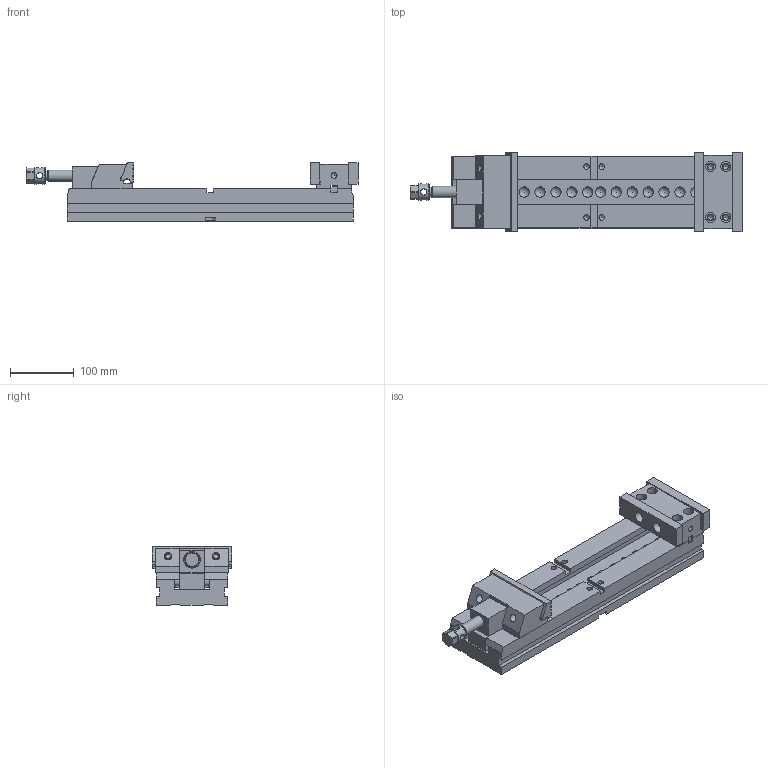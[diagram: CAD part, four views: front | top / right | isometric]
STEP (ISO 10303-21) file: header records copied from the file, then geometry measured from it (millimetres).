
FILE_DESCRIPTION(/* description */ (''),/* implementation_level */ '2;1');
FILE_NAME(/* name */ 'DF_125_450_Mordaza_Una.stp',/* time_stamp */ '2013-07-18T11:11:57+02:00',/* author */ (''),/* organization */ (''),/* preprocessor_version */ 'ST-DEVELOPER v11',/* originating_system */ 'SIEMENS PLM Software NX 7.5',/* authorisation */ '');
FILE_SCHEMA (('AUTOMOTIVE_DESIGN { 1 0 10303 214 1 1 1 1 }'));
Length unit declared in the file: millimetre
Products named in the file (1): DF_125_450_Mordaza_Una
Bounding box: 522.1 x 125 x 92 mm (x, y, z)
Volume: 2589518.7 mm3; surface area: 372588.4 mm2
Topology: 12 solids, 12 shells, 394 faces, 1060 edges, 699 vertices
Faces by surface type: plane 234, cylinder 103, cone 30, sphere 19, torus 7, bspline 1
Full cylindrical faces by diameter (mm): 4.351 x3, 5.188 x2, 6.5 x2, 6.985 x2, 7.5 x2, 8 x2, 8.782 x12, 8.985 x2, 10 x4, 10.5 x9, 11 x2, 11.5 x2, 14 x2, 14.5 x1, 15 x1, 16 x4, 16.188 x1, 17 x6, 17.732 x1, 18 x1, 26 x1
Entity records: 14332 total; most frequent: CARTESIAN_POINT 2343, DIRECTION 1866, ORIENTED_EDGE 1718, EDGE_CURVE 859, AXIS2_PLACEMENT_3D 652, VERTEX_POINT 631, EDGE_LOOP 565, LINE 562
